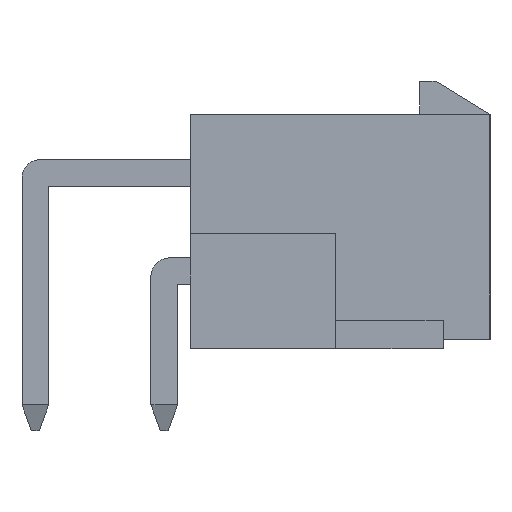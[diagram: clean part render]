
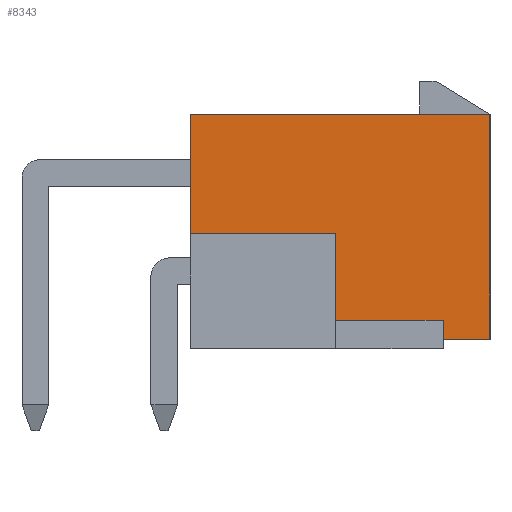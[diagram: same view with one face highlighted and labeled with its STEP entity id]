
A CAD part, left-side view. The second image highlights one B-rep face of the part: STEP entity #8343.
In plain terms, the highlighted planar face has unit normal (-1, 0, 0).
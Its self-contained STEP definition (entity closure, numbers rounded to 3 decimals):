
#933=ORIENTED_EDGE('',*,*,#3232,.F.);
#934=ORIENTED_EDGE('',*,*,#3229,.F.);
#935=ORIENTED_EDGE('',*,*,#3248,.T.);
#936=ORIENTED_EDGE('',*,*,#3249,.T.);
#937=ORIENTED_EDGE('',*,*,#3184,.T.);
#938=ORIENTED_EDGE('',*,*,#2865,.T.);
#939=ORIENTED_EDGE('',*,*,#3250,.T.);
#940=ORIENTED_EDGE('',*,*,#2689,.T.);
#2689=EDGE_CURVE('',#3871,#3870,#4646,.T.);
#2865=EDGE_CURVE('',#4030,#4029,#4822,.T.);
#3184=EDGE_CURVE('',#4335,#4030,#5140,.T.);
#3229=EDGE_CURVE('',#4369,#4370,#5180,.T.);
#3232=EDGE_CURVE('',#4370,#3870,#5183,.T.);
#3248=EDGE_CURVE('',#4369,#4381,#5195,.T.);
#3249=EDGE_CURVE('',#4381,#4335,#5196,.T.);
#3250=EDGE_CURVE('',#4029,#3871,#5197,.T.);
#3870=VERTEX_POINT('',#11588);
#3871=VERTEX_POINT('',#11590);
#4029=VERTEX_POINT('',#11924);
#4030=VERTEX_POINT('',#11926);
#4335=VERTEX_POINT('',#12588);
#4369=VERTEX_POINT('',#12673);
#4370=VERTEX_POINT('',#12675);
#4381=VERTEX_POINT('',#12710);
#4646=LINE('',#11589,#5815);
#4822=LINE('',#11925,#5991);
#5140=LINE('',#12587,#6309);
#5180=LINE('',#12674,#6349);
#5183=LINE('',#12680,#6352);
#5195=LINE('',#12709,#6364);
#5196=LINE('',#12711,#6365);
#5197=LINE('',#12712,#6366);
#5815=VECTOR('',#9384,1000.);
#5991=VECTOR('',#9562,1000.);
#6309=VECTOR('',#9958,1000.);
#6349=VECTOR('',#10022,1000.);
#6352=VECTOR('',#10027,1000.);
#6364=VECTOR('',#10055,1000.);
#6365=VECTOR('',#10056,1000.);
#6366=VECTOR('',#10057,1000.);
#6978=EDGE_LOOP('',(#933,#934,#935,#936,#937,#938,#939,#940));
#7507=FACE_BOUND('',#6978,.T.);
#7946=PLANE('',#8797);
#8343=ADVANCED_FACE('',(#7507),#7946,.T.);
#8797=AXIS2_PLACEMENT_3D('',#12708,#10053,#10054);
#9384=DIRECTION('',(0.,0.,-1.));
#9562=DIRECTION('',(0.,0.,1.));
#9958=DIRECTION('',(0.,-1.,0.));
#10022=DIRECTION('',(0.,0.,1.));
#10027=DIRECTION('',(0.,1.,0.));
#10053=DIRECTION('',(-1.,0.,0.));
#10054=DIRECTION('',(0.,0.,1.));
#10055=DIRECTION('',(0.,-1.,0.));
#10056=DIRECTION('',(0.,0.,-1.));
#10057=DIRECTION('',(0.,1.,0.));
#11588=CARTESIAN_POINT('',(-23.7,6.4,-0.298));
#11589=CARTESIAN_POINT('',(-23.7,6.4,4.8));
#11590=CARTESIAN_POINT('',(-23.7,6.4,4.8));
#11924=CARTESIAN_POINT('',(-23.7,-6.4,4.8));
#11925=CARTESIAN_POINT('',(-23.7,-6.4,-4.8));
#11926=CARTESIAN_POINT('',(-23.7,-6.4,-4.8));
#12587=CARTESIAN_POINT('',(-23.7,6.4,-4.8));
#12588=CARTESIAN_POINT('',(-23.7,-4.4,-4.8));
#12673=CARTESIAN_POINT('',(-23.7,0.2,-3.998));
#12674=CARTESIAN_POINT('',(-23.7,0.2,-5.198));
#12675=CARTESIAN_POINT('',(-23.7,0.2,-0.298));
#12680=CARTESIAN_POINT('',(-23.7,0.2,-0.298));
#12708=CARTESIAN_POINT('',(-23.7,0.,0.));
#12709=CARTESIAN_POINT('',(-23.7,0.2,-3.998));
#12710=CARTESIAN_POINT('',(-23.7,-4.4,-3.998));
#12711=CARTESIAN_POINT('',(-23.7,-4.4,-3.998));
#12712=CARTESIAN_POINT('',(-23.7,-6.4,4.8));
